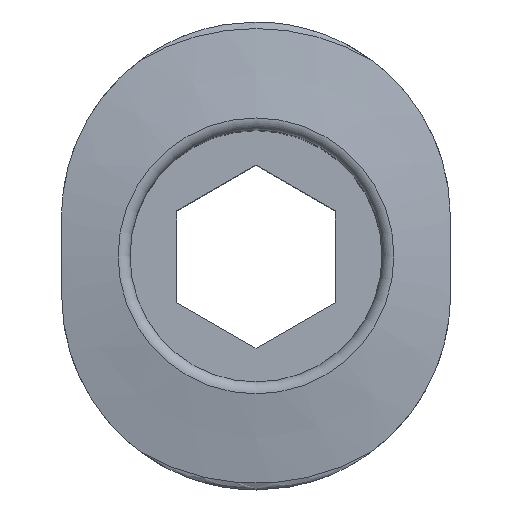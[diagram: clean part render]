
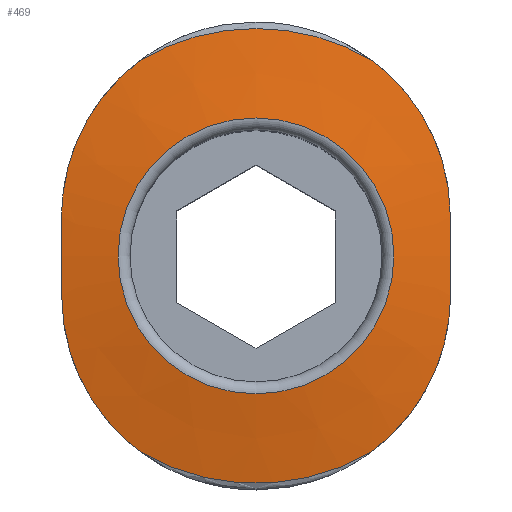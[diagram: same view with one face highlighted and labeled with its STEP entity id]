
A CAD part, top view. The second image highlights one B-rep face of the part: STEP entity #469.
In plain terms, the highlighted conical face has half-angle 80 degrees and reference radius 4.607 mm.
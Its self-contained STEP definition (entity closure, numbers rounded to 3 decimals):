
#14=CONICAL_SURFACE('',#508,4.607,80.);
#21=B_SPLINE_CURVE_WITH_KNOTS('',3,(#747,#748,#749,#750,#751,#752,#753,
#754),.UNSPECIFIED.,.F.,.F.,(4,2,2,4),(0.,0.185,0.369,
0.44),.UNSPECIFIED.);
#22=B_SPLINE_CURVE_WITH_KNOTS('',3,(#759,#760,#761,#762,#763,#764,#765,
#766),.UNSPECIFIED.,.F.,.F.,(4,2,2,4),(1.037,1.108,
1.292,1.477),.UNSPECIFIED.);
#24=B_SPLINE_CURVE_WITH_KNOTS('',3,(#777,#778,#779,#780,#781,#782,#783,
#784),.UNSPECIFIED.,.F.,.F.,(4,2,2,4),(0.,0.185,0.369,
0.44),.UNSPECIFIED.);
#25=B_SPLINE_CURVE_WITH_KNOTS('',3,(#790,#791,#792,#793,#794,#795,#796,
#797),.UNSPECIFIED.,.F.,.F.,(4,2,2,4),(1.037,1.108,
1.292,1.477),.UNSPECIFIED.);
#28=(
BOUNDED_CURVE()
B_SPLINE_CURVE(2,(#727,#728,#729),.UNSPECIFIED.,.F.,.F.)
B_SPLINE_CURVE_WITH_KNOTS((3,3),(0.191,0.406),
 .UNSPECIFIED.)
CURVE()
GEOMETRIC_REPRESENTATION_ITEM()
RATIONAL_B_SPLINE_CURVE((1.074,1.096,1.074))
REPRESENTATION_ITEM('')
);
#29=(
BOUNDED_CURVE()
B_SPLINE_CURVE(2,(#816,#817,#818),.UNSPECIFIED.,.F.,.F.)
B_SPLINE_CURVE_WITH_KNOTS((3,3),(0.191,0.406),
 .UNSPECIFIED.)
CURVE()
GEOMETRIC_REPRESENTATION_ITEM()
RATIONAL_B_SPLINE_CURVE((1.074,1.096,1.074))
REPRESENTATION_ITEM('')
);
#117=FACE_BOUND('',#183,.T.);
#147=FACE_OUTER_BOUND('',#182,.T.);
#182=EDGE_LOOP('',(#397));
#183=EDGE_LOOP('',(#398,#399,#400,#401,#402,#403,#404,#405));
#219=CIRCLE('',#492,3.479);
#223=CIRCLE('',#509,5.735);
#224=CIRCLE('',#510,5.735);
#241=VERTEX_POINT('',#682);
#255=VERTEX_POINT('',#725);
#256=VERTEX_POINT('',#726);
#259=VERTEX_POINT('',#736);
#261=VERTEX_POINT('',#746);
#263=VERTEX_POINT('',#758);
#264=VERTEX_POINT('',#776);
#266=VERTEX_POINT('',#787);
#267=VERTEX_POINT('',#789);
#285=EDGE_CURVE('',#241,#241,#219,.T.);
#305=EDGE_CURVE('',#255,#256,#28,.T.);
#310=EDGE_CURVE('',#261,#259,#21,.T.);
#313=EDGE_CURVE('',#263,#255,#22,.T.);
#315=EDGE_CURVE('',#256,#264,#24,.T.);
#318=EDGE_CURVE('',#267,#266,#25,.T.);
#321=EDGE_CURVE('',#266,#261,#29,.T.);
#323=EDGE_CURVE('',#267,#264,#223,.T.);
#324=EDGE_CURVE('',#263,#259,#224,.T.);
#397=ORIENTED_EDGE('',*,*,#285,.T.);
#398=ORIENTED_EDGE('',*,*,#313,.T.);
#399=ORIENTED_EDGE('',*,*,#305,.T.);
#400=ORIENTED_EDGE('',*,*,#315,.T.);
#401=ORIENTED_EDGE('',*,*,#323,.F.);
#402=ORIENTED_EDGE('',*,*,#318,.T.);
#403=ORIENTED_EDGE('',*,*,#321,.T.);
#404=ORIENTED_EDGE('',*,*,#310,.T.);
#405=ORIENTED_EDGE('',*,*,#324,.F.);
#469=ADVANCED_FACE('',(#147,#117),#14,.T.);
#492=AXIS2_PLACEMENT_3D('',#683,#550,#551);
#508=AXIS2_PLACEMENT_3D('',#820,#606,#607);
#509=AXIS2_PLACEMENT_3D('',#821,#608,#609);
#510=AXIS2_PLACEMENT_3D('',#822,#610,#611);
#550=DIRECTION('center_axis',(0.,0.,-1.));
#551=DIRECTION('ref_axis',(0.,1.,0.));
#606=DIRECTION('center_axis',(0.,0.,-1.));
#607=DIRECTION('ref_axis',(0.,1.,0.));
#608=DIRECTION('center_axis',(0.,0.,-1.));
#609=DIRECTION('ref_axis',(0.,1.,0.));
#610=DIRECTION('center_axis',(0.,0.,-1.));
#611=DIRECTION('ref_axis',(0.,1.,0.));
#682=CARTESIAN_POINT('',(0.,3.479,13.4));
#683=CARTESIAN_POINT('Origin',(0.,0.,13.4));
#725=CARTESIAN_POINT('',(4.9,-1.,13.132));
#726=CARTESIAN_POINT('',(4.9,1.,13.132));
#727=CARTESIAN_POINT('Ctrl Pts',(4.9,-1.,13.132));
#728=CARTESIAN_POINT('Ctrl Pts',(4.9,0.,13.167));
#729=CARTESIAN_POINT('Ctrl Pts',(4.9,1.,13.132));
#736=CARTESIAN_POINT('',(-2.915,-4.939,13.002));
#746=CARTESIAN_POINT('',(-4.9,-1.,13.132));
#747=CARTESIAN_POINT('Ctrl Pts',(-4.9,-1.,13.132));
#748=CARTESIAN_POINT('Ctrl Pts',(-4.9,-1.615,13.11));
#749=CARTESIAN_POINT('Ctrl Pts',(-4.777,-2.272,13.088));
#750=CARTESIAN_POINT('Ctrl Pts',(-4.277,-3.479,13.048));
#751=CARTESIAN_POINT('Ctrl Pts',(-3.9,-4.03,13.03));
#752=CARTESIAN_POINT('Ctrl Pts',(-3.297,-4.633,13.012));
#753=CARTESIAN_POINT('Ctrl Pts',(-3.113,-4.792,13.007));
#754=CARTESIAN_POINT('Ctrl Pts',(-2.915,-4.939,13.002));
#758=CARTESIAN_POINT('',(2.915,-4.939,13.002));
#759=CARTESIAN_POINT('Ctrl Pts',(2.915,-4.939,13.002));
#760=CARTESIAN_POINT('Ctrl Pts',(3.113,-4.792,13.007));
#761=CARTESIAN_POINT('Ctrl Pts',(3.297,-4.633,13.012));
#762=CARTESIAN_POINT('Ctrl Pts',(3.9,-4.03,13.03));
#763=CARTESIAN_POINT('Ctrl Pts',(4.277,-3.479,13.048));
#764=CARTESIAN_POINT('Ctrl Pts',(4.777,-2.272,13.088));
#765=CARTESIAN_POINT('Ctrl Pts',(4.9,-1.615,13.11));
#766=CARTESIAN_POINT('Ctrl Pts',(4.9,-1.,13.132));
#776=CARTESIAN_POINT('',(2.915,4.939,13.002));
#777=CARTESIAN_POINT('Ctrl Pts',(4.9,1.,13.132));
#778=CARTESIAN_POINT('Ctrl Pts',(4.9,1.615,13.11));
#779=CARTESIAN_POINT('Ctrl Pts',(4.777,2.272,13.088));
#780=CARTESIAN_POINT('Ctrl Pts',(4.277,3.479,13.048));
#781=CARTESIAN_POINT('Ctrl Pts',(3.9,4.03,13.03));
#782=CARTESIAN_POINT('Ctrl Pts',(3.297,4.633,13.012));
#783=CARTESIAN_POINT('Ctrl Pts',(3.113,4.792,13.007));
#784=CARTESIAN_POINT('Ctrl Pts',(2.915,4.939,13.002));
#787=CARTESIAN_POINT('',(-4.9,1.,13.132));
#789=CARTESIAN_POINT('',(-2.915,4.939,13.002));
#790=CARTESIAN_POINT('Ctrl Pts',(-2.915,4.939,13.002));
#791=CARTESIAN_POINT('Ctrl Pts',(-3.113,4.792,13.007));
#792=CARTESIAN_POINT('Ctrl Pts',(-3.297,4.633,13.012));
#793=CARTESIAN_POINT('Ctrl Pts',(-3.9,4.03,13.03));
#794=CARTESIAN_POINT('Ctrl Pts',(-4.277,3.479,13.048));
#795=CARTESIAN_POINT('Ctrl Pts',(-4.777,2.272,13.088));
#796=CARTESIAN_POINT('Ctrl Pts',(-4.9,1.615,13.11));
#797=CARTESIAN_POINT('Ctrl Pts',(-4.9,1.,13.132));
#816=CARTESIAN_POINT('Ctrl Pts',(-4.9,1.,13.132));
#817=CARTESIAN_POINT('Ctrl Pts',(-4.9,0.,13.167));
#818=CARTESIAN_POINT('Ctrl Pts',(-4.9,-1.,13.132));
#820=CARTESIAN_POINT('Origin',(0.,0.,13.201));
#821=CARTESIAN_POINT('Origin',(0.,0.,13.002));
#822=CARTESIAN_POINT('Origin',(0.,0.,13.002));
